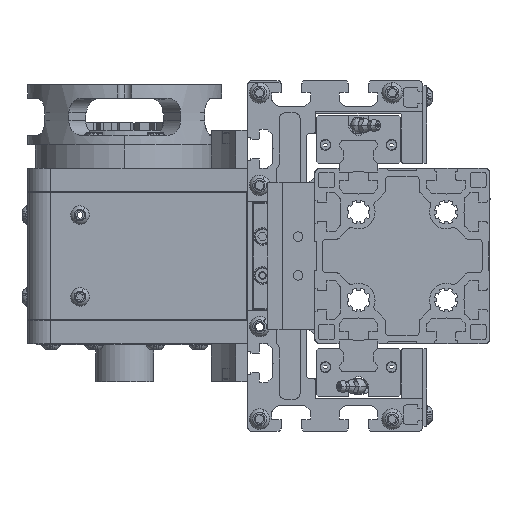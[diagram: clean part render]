
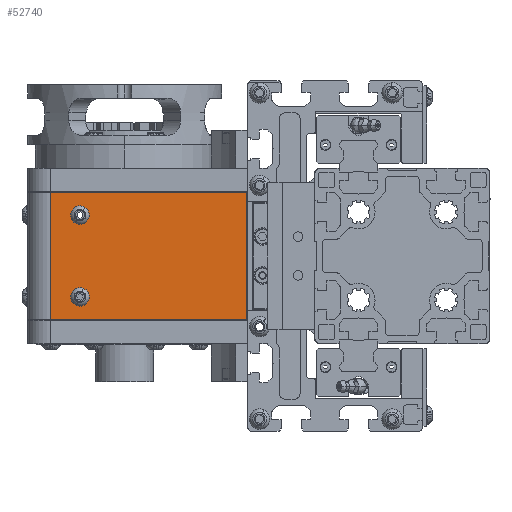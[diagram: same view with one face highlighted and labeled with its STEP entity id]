
A CAD part, left-side view. The second image highlights one B-rep face of the part: STEP entity #52740.
In plain terms, the highlighted planar face has unit normal (-1, 0, 0).
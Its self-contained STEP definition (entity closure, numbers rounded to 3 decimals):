
#2147 = VERTEX_POINT ( 'NONE', #76952 ) ;
#2335 = VERTEX_POINT ( 'NONE', #59626 ) ;
#2891 = CARTESIAN_POINT ( 'NONE',  ( -81.136, 181.544, 18. ) ) ;
#3069 = EDGE_CURVE ( 'NONE', #2335, #2147, #16147, .T. ) ;
#3100 = VERTEX_POINT ( 'NONE', #2891 ) ;
#4380 = DIRECTION ( 'NONE',  ( 1., 0., 0. ) ) ;
#4596 = ORIENTED_EDGE ( 'NONE', *, *, #3069, .F. ) ;
#4963 = EDGE_CURVE ( 'NONE', #79796, #93355, #71848, .T. ) ;
#5096 = ORIENTED_EDGE ( 'NONE', *, *, #11864, .T. ) ;
#9016 = FACE_BOUND ( 'NONE', #31558, .T. ) ;
#11864 = EDGE_CURVE ( 'NONE', #3100, #81031, #25449, .T. ) ;
#13752 = VECTOR ( 'NONE', #57570, 1000. ) ;
#14294 = AXIS2_PLACEMENT_3D ( 'NONE', #38643, #38306, #38288 ) ;
#15157 = AXIS2_PLACEMENT_3D ( 'NONE', #78490, #78614, #79131 ) ;
#16147 = LINE ( 'NONE', #63549, #13752 ) ;
#24195 = LINE ( 'NONE', #52524, #62288 ) ;
#24696 = CARTESIAN_POINT ( 'NONE',  ( -81.136, 181.544, 21. ) ) ;
#25449 = CIRCLE ( 'NONE', #14294, 3. ) ;
#26034 = PLANE ( 'NONE',  #54878 ) ;
#26899 = EDGE_CURVE ( 'NONE', #93355, #79796, #42217, .T. ) ;
#31558 = EDGE_LOOP ( 'NONE', ( #46824, #48133 ) ) ;
#32322 = DIRECTION ( 'NONE',  ( 0., 0., -1. ) ) ;
#33655 = DIRECTION ( 'NONE',  ( 0., 0., 1. ) ) ;
#38288 = DIRECTION ( 'NONE',  ( 0., 0., -1. ) ) ;
#38306 = DIRECTION ( 'NONE',  ( 1., 0., 0. ) ) ;
#38643 = CARTESIAN_POINT ( 'NONE',  ( -81.136, 181.544, 21. ) ) ;
#39107 = EDGE_CURVE ( 'NONE', #81031, #3100, #81707, .T. ) ;
#39203 = AXIS2_PLACEMENT_3D ( 'NONE', #24696, #77964, #32322 ) ;
#41318 = ORIENTED_EDGE ( 'NONE', *, *, #46901, .T. ) ;
#42217 = CIRCLE ( 'NONE', #66974, 3. ) ;
#44785 = LINE ( 'NONE', #85063, #60187 ) ;
#46605 = ORIENTED_EDGE ( 'NONE', *, *, #67077, .F. ) ;
#46639 = CARTESIAN_POINT ( 'NONE',  ( -81.136, 181.544, -18. ) ) ;
#46684 = ORIENTED_EDGE ( 'NONE', *, *, #39107, .T. ) ;
#46824 = ORIENTED_EDGE ( 'NONE', *, *, #26899, .T. ) ;
#46901 = EDGE_CURVE ( 'NONE', #2335, #94854, #70857, .T. ) ;
#47164 = EDGE_LOOP ( 'NONE', ( #4596, #41318, #46605, #52605 ) ) ;
#48133 = ORIENTED_EDGE ( 'NONE', *, *, #4963, .T. ) ;
#50130 = CARTESIAN_POINT ( 'NONE',  ( -81.136, 181.544, -21. ) ) ;
#50659 = VECTOR ( 'NONE', #91797, 1000. ) ;
#52524 = CARTESIAN_POINT ( 'NONE',  ( -81.136, 95.844, 32.5 ) ) ;
#52605 = ORIENTED_EDGE ( 'NONE', *, *, #75895, .F. ) ;
#52740 = ADVANCED_FACE ( 'NONE', ( #9016, #87692, #67472 ), #26034, .T. ) ;
#54878 = AXIS2_PLACEMENT_3D ( 'NONE', #71619, #79292, #33655 ) ;
#57570 = DIRECTION ( 'NONE',  ( 0., -1., 0. ) ) ;
#57771 = DIRECTION ( 'NONE',  ( 0., 0., -1. ) ) ;
#59626 = CARTESIAN_POINT ( 'NONE',  ( -81.136, 196.544, 32.75 ) ) ;
#60187 = VECTOR ( 'NONE', #92670, 1000. ) ;
#62288 = VECTOR ( 'NONE', #74840, 1000. ) ;
#63549 = CARTESIAN_POINT ( 'NONE',  ( -81.136, 206.544, 32.75 ) ) ;
#65950 = EDGE_LOOP ( 'NONE', ( #5096, #46684 ) ) ;
#66974 = AXIS2_PLACEMENT_3D ( 'NONE', #50130, #4380, #57771 ) ;
#67077 = EDGE_CURVE ( 'NONE', #96386, #94854, #44785, .T. ) ;
#67203 = CARTESIAN_POINT ( 'NONE',  ( -81.136, 181.544, 24. ) ) ;
#67472 = FACE_OUTER_BOUND ( 'NONE', #47164, .T. ) ;
#68884 = CARTESIAN_POINT ( 'NONE',  ( -81.136, 196.544, -32.5 ) ) ;
#70857 = LINE ( 'NONE', #68884, #50659 ) ;
#71120 = CARTESIAN_POINT ( 'NONE',  ( -81.136, 181.544, -24. ) ) ;
#71619 = CARTESIAN_POINT ( 'NONE',  ( -81.136, 206.544, -32.5 ) ) ;
#71848 = CIRCLE ( 'NONE', #15157, 3. ) ;
#74840 = DIRECTION ( 'NONE',  ( 0., 0., -1. ) ) ;
#75895 = EDGE_CURVE ( 'NONE', #2147, #96386, #24195, .T. ) ;
#76952 = CARTESIAN_POINT ( 'NONE',  ( -81.136, 95.844, 32.75 ) ) ;
#77964 = DIRECTION ( 'NONE',  ( 1., 0., 0. ) ) ;
#78490 = CARTESIAN_POINT ( 'NONE',  ( -81.136, 181.544, -21. ) ) ;
#78614 = DIRECTION ( 'NONE',  ( 1., 0., 0. ) ) ;
#79131 = DIRECTION ( 'NONE',  ( 0., 0., -1. ) ) ;
#79292 = DIRECTION ( 'NONE',  ( -1., 0., 0. ) ) ;
#79796 = VERTEX_POINT ( 'NONE', #46639 ) ;
#81031 = VERTEX_POINT ( 'NONE', #67203 ) ;
#81707 = CIRCLE ( 'NONE', #39203, 3. ) ;
#85063 = CARTESIAN_POINT ( 'NONE',  ( -81.136, 206.544, -32.75 ) ) ;
#87692 = FACE_BOUND ( 'NONE', #65950, .T. ) ;
#91797 = DIRECTION ( 'NONE',  ( 0., 0., -1. ) ) ;
#92670 = DIRECTION ( 'NONE',  ( 0., 1., 0. ) ) ;
#93355 = VERTEX_POINT ( 'NONE', #71120 ) ;
#94621 = CARTESIAN_POINT ( 'NONE',  ( -81.136, 95.844, -32.75 ) ) ;
#94854 = VERTEX_POINT ( 'NONE', #97039 ) ;
#96386 = VERTEX_POINT ( 'NONE', #94621 ) ;
#97039 = CARTESIAN_POINT ( 'NONE',  ( -81.136, 196.544, -32.75 ) ) ;
